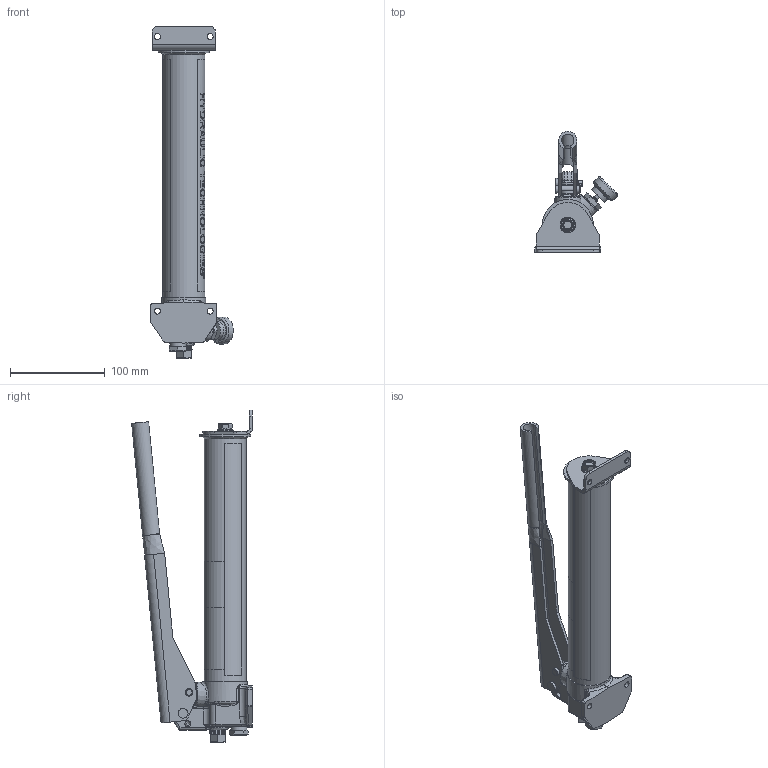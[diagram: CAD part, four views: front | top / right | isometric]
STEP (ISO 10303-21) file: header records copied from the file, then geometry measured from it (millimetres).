
FILE_DESCRIPTION (( 'STEP AP203' ), '1' );
FILE_NAME ('DER21075150 P12.STEP', '2024-09-26T12:47:53', ( '' ), ( '' ), 'SwSTEP 2.0', 'SolidWorks 2022', '' );
FILE_SCHEMA (( 'CONFIG_CONTROL_DESIGN' ));
Length unit declared in the file: inch
Products named in the file (1): DER21075150 P12
Bounding box: 87.16 x 127.33 x 350.17 mm (x, y, z)
Surface area: 135895.8 mm2 (no closed solid volume)
Topology: 0 solids, 28 shells, 455 faces, 1525 edges, 1101 vertices
Faces by surface type: plane 142, cylinder 124, bspline 117, cone 48, torus 13, sphere 11
Full cylindrical faces by diameter (mm): 2.261 x1, 4.724 x1, 6.299 x1, 6.35 x4, 6.426 x1, 7.925 x1, 10.312 x1, 14.249 x1, 16.383 x1, 17.196 x1, 17.856 x1, 18.161 x1, 19.05 x2, 28.575 x1, 44.45 x1, 53.975 x1
Entity records: 28978 total; most frequent: CARTESIAN_POINT 17451, ORIENTED_EDGE 2540, DIRECTION 1863, EDGE_CURVE 1454, VERTEX_POINT 1085, AXIS2_PLACEMENT_3D 721, B_SPLINE_CURVE_WITH_KNOTS 589, EDGE_LOOP 571
